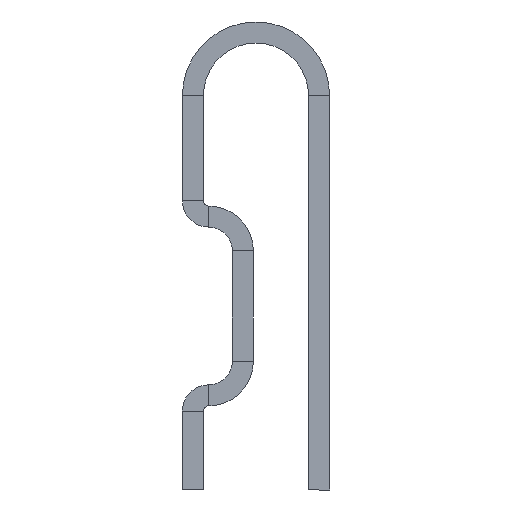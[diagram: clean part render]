
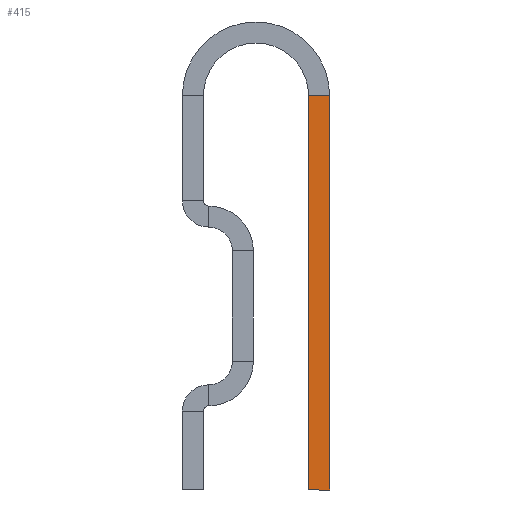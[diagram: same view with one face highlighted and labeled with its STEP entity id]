
A CAD part, front view. The second image highlights one B-rep face of the part: STEP entity #415.
In plain terms, the highlighted planar face has unit normal (0, -1, 0).
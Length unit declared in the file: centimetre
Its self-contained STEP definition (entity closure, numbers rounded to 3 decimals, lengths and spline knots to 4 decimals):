
#1 = CARTESIAN_POINT ( 'NONE',  ( 140., -10., -750. ) ) ;
#88 = LINE ( 'NONE', #178, #308 ) ;
#98 = VECTOR ( 'NONE', #517, 100. ) ;
#159 = LINE ( 'NONE', #434, #219 ) ;
#178 = CARTESIAN_POINT ( 'NONE',  ( 140., -10., 0. ) ) ;
#193 = CARTESIAN_POINT ( 'NONE',  ( 100., -10., -750. ) ) ;
#195 = CARTESIAN_POINT ( 'NONE',  ( 100., -10., 0. ) ) ;
#219 = VECTOR ( 'NONE', #774, 100. ) ;
#223 = ORIENTED_EDGE ( 'NONE', *, *, #428, .T. ) ;
#308 = VECTOR ( 'NONE', #761, 100. ) ;
#344 = EDGE_CURVE ( 'NONE', #522, #994, #992, .T. ) ;
#378 = ORIENTED_EDGE ( 'NONE', *, *, #779, .F. ) ;
#413 = CARTESIAN_POINT ( 'NONE',  ( 100., -10., 0. ) ) ;
#414 = EDGE_LOOP ( 'NONE', ( #223, #378, #1090, #591 ) ) ;
#415 = ADVANCED_FACE ( 'NONE', ( #803 ), #457, .T. ) ;
#428 = EDGE_CURVE ( 'NONE', #994, #886, #1050, .T. ) ;
#434 = CARTESIAN_POINT ( 'NONE',  ( 100., -10., -750. ) ) ;
#445 = DIRECTION ( 'NONE',  ( 0., 0., -1. ) ) ;
#457 = PLANE ( 'NONE',  #1082 ) ;
#517 = DIRECTION ( 'NONE',  ( -1., 0., 0. ) ) ;
#522 = VERTEX_POINT ( 'NONE', #550 ) ;
#535 = CARTESIAN_POINT ( 'NONE',  ( 100., -10., 0. ) ) ;
#550 = CARTESIAN_POINT ( 'NONE',  ( 140., -10., 0. ) ) ;
#591 = ORIENTED_EDGE ( 'NONE', *, *, #344, .T. ) ;
#722 = DIRECTION ( 'NONE',  ( 0., -1., 0. ) ) ;
#761 = DIRECTION ( 'NONE',  ( 0., 0., -1. ) ) ;
#774 = DIRECTION ( 'NONE',  ( -1., 0., 0. ) ) ;
#779 = EDGE_CURVE ( 'NONE', #941, #886, #159, .T. ) ;
#803 = FACE_OUTER_BOUND ( 'NONE', #414, .T. ) ;
#886 = VERTEX_POINT ( 'NONE', #193 ) ;
#932 = CARTESIAN_POINT ( 'NONE',  ( 100., -10., 0. ) ) ;
#941 = VERTEX_POINT ( 'NONE', #1 ) ;
#957 = DIRECTION ( 'NONE',  ( 1., 0., 0. ) ) ;
#984 = VECTOR ( 'NONE', #445, 100. ) ;
#992 = LINE ( 'NONE', #413, #98 ) ;
#994 = VERTEX_POINT ( 'NONE', #932 ) ;
#1013 = EDGE_CURVE ( 'NONE', #522, #941, #88, .T. ) ;
#1050 = LINE ( 'NONE', #535, #984 ) ;
#1082 = AXIS2_PLACEMENT_3D ( 'NONE', #195, #722, #957 ) ;
#1090 = ORIENTED_EDGE ( 'NONE', *, *, #1013, .F. ) ;
